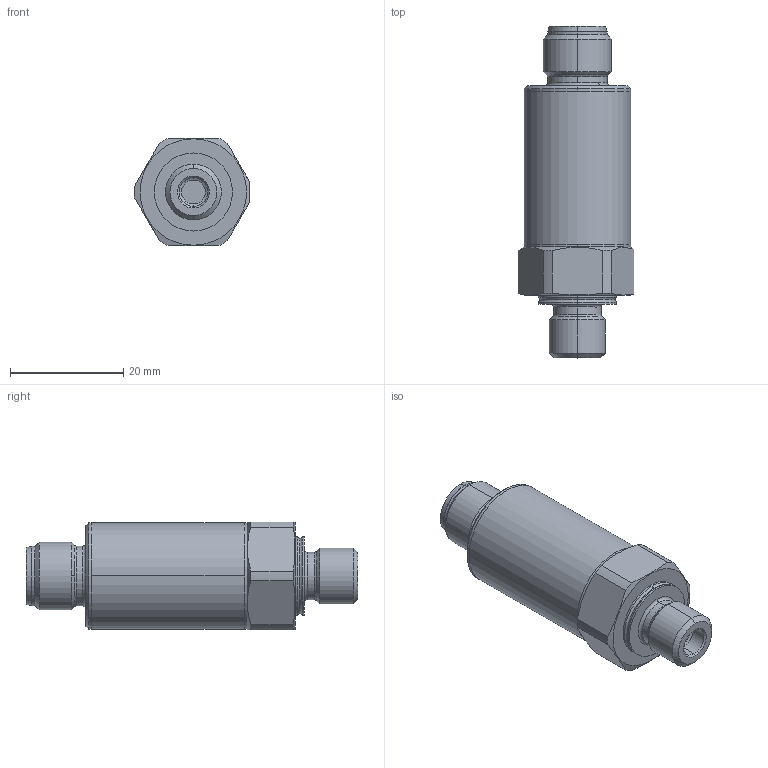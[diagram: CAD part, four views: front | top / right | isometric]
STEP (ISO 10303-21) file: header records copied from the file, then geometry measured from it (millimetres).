
FILE_DESCRIPTION (( 'STEP AP214' ), '1' );
FILE_NAME ('825X.XX.XX.32.35.STEP', '2017-06-27T04:52:26', ( 'upgadmin' ), ( 'Hewlett-Packard Company' ), 'SwSTEP 2.0', 'SolidWorks 2016', '' );
FILE_SCHEMA (( 'AUTOMOTIVE_DESIGN' ));
Length unit declared in the file: millimetre
Products named in the file (8): C24141_32; C21542_defeatured; 825X.XX.XX.32.35; M12x1_5P_35; C23589_C23589; C24141_32_C24141; C23589
Assembly tree (4 placements, depth 3):
  C24141_32
  C21542_defeatured
  825X.XX.XX.32.35
    C21542_defeatured
    C24141_32_C24141
    M12x1_5P_35
      C23589_C23589
  C23589
Bounding box: 20.5 x 58.65 x 19 mm (x, y, z)
Volume: 12637.1 mm3; surface area: 6331.9 mm2
Topology: 3 solids, 5 shells, 432 faces, 1117 edges, 690 vertices
Faces by surface type: cylinder 161, plane 133, cone 81, bspline 39, torus 18
Entity records: 15433 total; most frequent: CARTESIAN_POINT 4901, ORIENTED_EDGE 2206, DIRECTION 2142, EDGE_CURVE 1103, AXIS2_PLACEMENT_3D 858, VERTEX_POINT 690, EDGE_LOOP 463, CIRCLE 456
